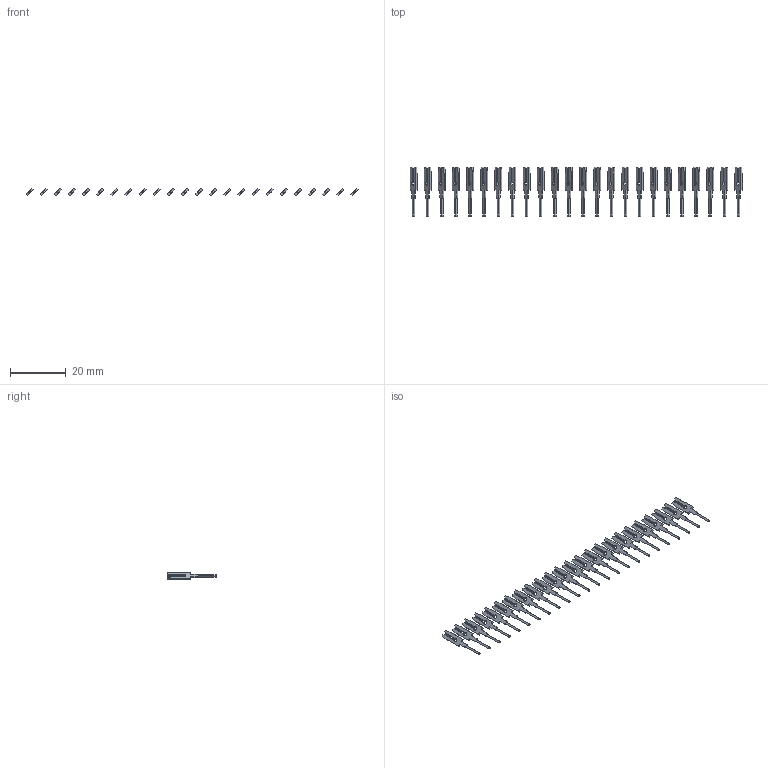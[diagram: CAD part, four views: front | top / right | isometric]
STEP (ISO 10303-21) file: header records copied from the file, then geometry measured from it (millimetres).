
FILE_DESCRIPTION (( 'STEP AP203' ), '1' );
FILE_NAME ('106-024-251-200.STEP', '2020-04-16T19:20:30', ( '' ), ( '' ), 'SwSTEP 2.0', 'SolidWorks 2016', '' );
FILE_SCHEMA (( 'CONFIG_CONTROL_DESIGN' ));
Length unit declared in the file: inch
Products named in the file (2): 100-290-001_100-290-251; 106-024-251-200
Assembly tree (24 placements, depth 2):
  106-024-251-200
    100-290-001_100-290-251  x24
Bounding box: 119.37 x 17.91 x 2.53 mm (x, y, z)
Volume: 438.8 mm3; surface area: 2156.8 mm2
Topology: 24 solids, 24 shells, 672 faces, 1872 edges, 1248 vertices
Faces by surface type: plane 528, cylinder 144
Entity records: 1830 total; most frequent: CARTESIAN_POINT 197, DIRECTION 196, ORIENTED_EDGE 156, EDGE_CURVE 78, AXIS2_PLACEMENT_3D 67, VECTOR 62, LINE 62, COORDINATED_UNIVERSAL_TIME_OFFSET 58
